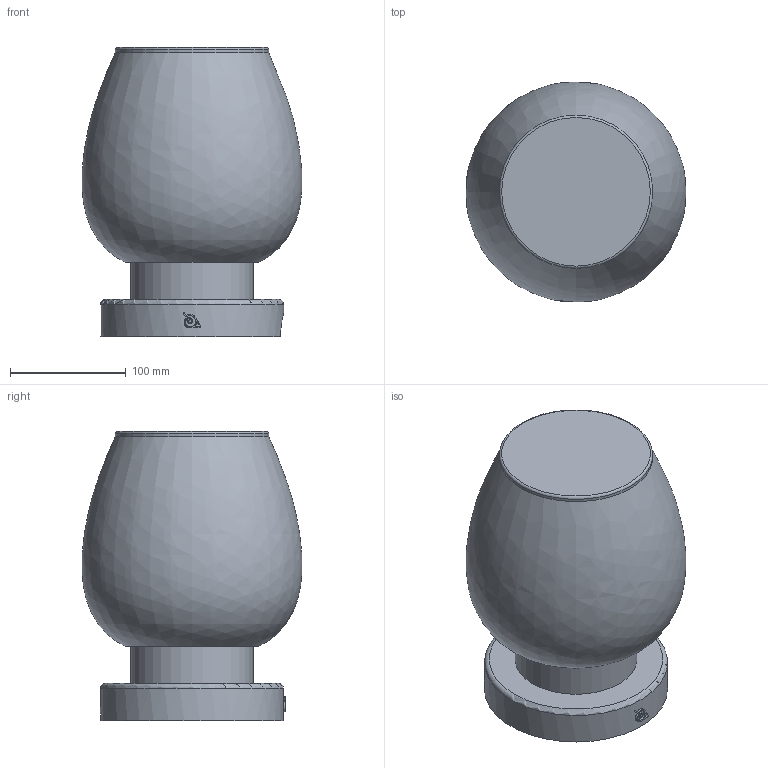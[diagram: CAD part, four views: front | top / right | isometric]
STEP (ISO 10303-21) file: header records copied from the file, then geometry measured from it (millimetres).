
FILE_DESCRIPTION(/* description */ ('STEP AP242 Edition 2','CAx-IF Rec.Pracs.---Representation and Presentation of Product Manufacturing Information (PMI)---4.0---2014-10-13','CAx-IF Rec.Pracs.---3D Tessellated Geometry---0.4---2014-09-14','2;1','CAx-IF Rec.Pracs.---User Defined Attributes---1.5---2016-08-15'),/* implementation_level */ '2;1');
FILE_NAME(/* name */ '6933846cdd5747af1b6bebaa',/* time_stamp */ '2025-12-06T01:18:36Z',/* author */ (''),/* organization */ (''),/* preprocessor_version */ 'ST-DEVELOPER v20',/* originating_system */ 'ONSHAPE BY PTC INC, 1.207',/* authorisation */ ' ');
FILE_SCHEMA (('AP242_MANAGED_MODEL_BASED_3D_ENGINEERING_MIM_LF { 1 0 10303 442 3 1 4 }'));
Length unit declared in the file: metre
Products named in the file (22): Assembly 1; lamp_lightbulb; Component3; Component1; Component2; Hexagon Nut JIS B 1181 - M6 - C Steel 6 Plain; Hex Head Bolt JIS B 1180 - M5x16 - C Steel 4.6 Plain
Assembly tree (21 placements, depth 2):
  Assembly 1
    lamp_lightbulb
    lamp_lightbulb
    Component3
    Component1
    Component2
    lamp_lightbulb
    lamp_lightbulb
    lamp_lightbulb
    Hexagon Nut JIS B 1181 - M6 - C Steel 6 Plain
    lamp_lightbulb
    Component1
    lamp_lightbulb
    lamp_lightbulb
    lamp_lightbulb
    lamp_lightbulb
    lamp_lightbulb
    lamp_lightbulb
    lamp_lightbulb
    lamp_lightbulb
    Hex Head Bolt JIS B 1180 - M5x16 - C Steel 4.6 Plain
    lamp_lightbulb
Bounding box: 189.97 x 189.97 x 249.73 mm (x, y, z)
Volume: 1506037.1 mm3; surface area: 368262.7 mm2
Topology: 21 solids, 21 shells, 177 faces, 404 edges, 262 vertices
Faces by surface type: plane 85, cylinder 31, torus 23, bspline 19, sphere 10, cone 9
Full cylindrical faces by diameter (mm): 0.254 x8, 2.032 x4, 3.175 x1, 7.8 x1, 9.802 x1, 10 x1, 10.07 x1, 26 x1, 31.346 x2, 36.1 x1, 85.488 x1, 105.488 x1, 118.232 x1, 132.448 x1, 158.232 x1
Entity records: 11044 total; most frequent: CARTESIAN_POINT 7101, DIRECTION 678, ORIENTED_EDGE 610, EDGE_CURVE 305, AXIS2_PLACEMENT_3D 280, FACE_BOUND 260, EDGE_LOOP 259, VERTEX_POINT 235
